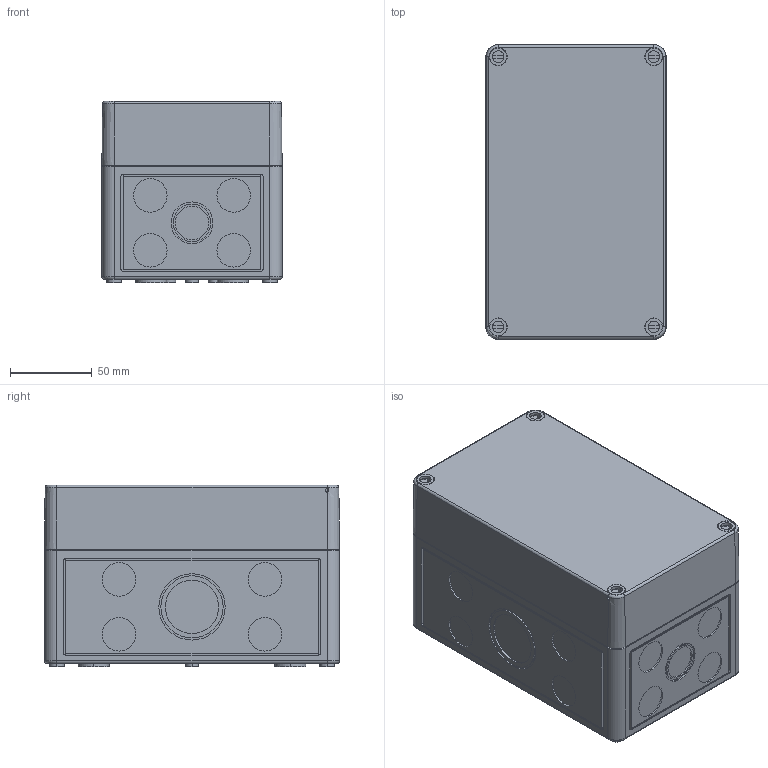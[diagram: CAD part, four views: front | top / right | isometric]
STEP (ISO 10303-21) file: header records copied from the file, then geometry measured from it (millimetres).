
FILE_DESCRIPTION (( 'STEP AP203' ), '1' );
FILE_NAME ('60111825.step', '2014-12-03T15:00:39', ( 'Windows-Benutzer' ), ( '' ), 'SwSTEP 2.0', 'SolidWorks 2014', '' );
FILE_SCHEMA (( 'CONFIG_CONTROL_DESIGN' ));
Length unit declared in the file: millimetre
Products named in the file (4): Deckel_TK1811-1160111825; Schraube_TK58mm-grau60111825; 60111825; Kasten_TK1811-m60111825
Assembly tree (6 placements, depth 2):
  60111825
    Kasten_TK1811-m60111825
    Deckel_TK1811-1160111825
    Schraube_TK58mm-grau60111825  x4
Bounding box: 110 x 180 x 110.7 mm (x, y, z)
Volume: 367006.6 mm3; surface area: 232839.9 mm2
Topology: 6 solids, 6 shells, 963 faces, 2390 edges, 1564 vertices
Faces by surface type: plane 561, cylinder 314, cone 72, torus 16
Entity records: 22212 total; most frequent: DIRECTION 3924, CARTESIAN_POINT 3885, ORIENTED_EDGE 3580, EDGE_CURVE 1790, AXIS2_PLACEMENT_3D 1443, VERTEX_POINT 1168, LINE 1038, VECTOR 1038
